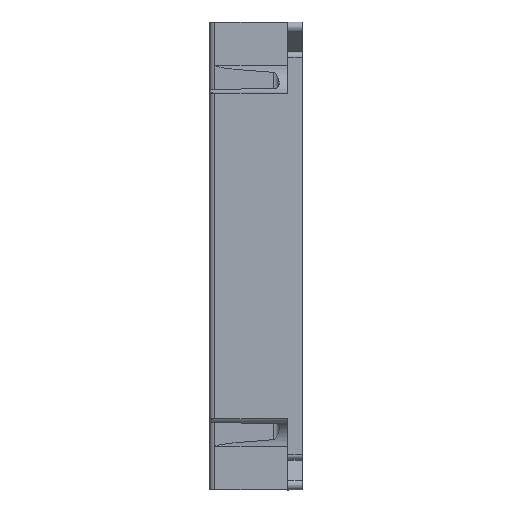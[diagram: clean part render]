
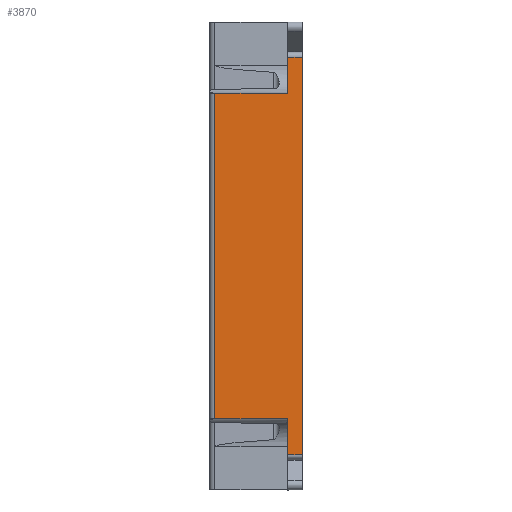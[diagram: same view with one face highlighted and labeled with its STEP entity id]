
A CAD part, left-side view. The second image highlights one B-rep face of the part: STEP entity #3870.
In plain terms, the highlighted planar face has unit normal (-1, 0, 0).
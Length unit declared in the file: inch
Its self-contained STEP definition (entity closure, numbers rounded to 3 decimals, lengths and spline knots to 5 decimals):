
#24 = LINE ( 'NONE', #1951, #3121 ) ;
#51 = VERTEX_POINT ( 'NONE', #489 ) ;
#86 = AXIS2_PLACEMENT_3D ( 'NONE', #3305, #1086, #1026 ) ;
#89 = EDGE_CURVE ( 'NONE', #1381, #1939, #906, .T. ) ;
#168 = CARTESIAN_POINT ( 'NONE',  ( -1.42579, -0.38, 2.28 ) ) ;
#205 = EDGE_CURVE ( 'NONE', #3816, #1878, #1672, .T. ) ;
#219 = LINE ( 'NONE', #2818, #2934 ) ;
#250 = EDGE_CURVE ( 'NONE', #1412, #51, #24, .T. ) ;
#306 = ORIENTED_EDGE ( 'NONE', *, *, #205, .F. ) ;
#438 = FACE_OUTER_BOUND ( 'NONE', #2944, .T. ) ;
#489 = CARTESIAN_POINT ( 'NONE',  ( -1.42579, -0.02499, 0.348 ) ) ;
#562 = VECTOR ( 'NONE', #3120, 39.37008 ) ;
#675 = ORIENTED_EDGE ( 'NONE', *, *, #250, .T. ) ;
#693 = VECTOR ( 'NONE', #3723, 39.37008 ) ;
#805 = LINE ( 'NONE', #1799, #1668 ) ;
#872 = ORIENTED_EDGE ( 'NONE', *, *, #2291, .T. ) ;
#880 = CARTESIAN_POINT ( 'NONE',  ( -1.42579, 0.00001, 0.171 ) ) ;
#906 = LINE ( 'NONE', #2511, #562 ) ;
#1007 = DIRECTION ( 'NONE',  ( 0., 0., -1. ) ) ;
#1026 = DIRECTION ( 'NONE',  ( 0., 1., 0. ) ) ;
#1086 = DIRECTION ( 'NONE',  ( 1., 0., 0. ) ) ;
#1088 = DIRECTION ( 'NONE',  ( 0., 0., 1. ) ) ;
#1101 = CARTESIAN_POINT ( 'NONE',  ( -1.42579, -0.45249, 0.171 ) ) ;
#1160 = CARTESIAN_POINT ( 'NONE',  ( -1.42579, 0.00001, 2.109 ) ) ;
#1204 = CARTESIAN_POINT ( 'NONE',  ( -1.42579, -0.38, 2.109 ) ) ;
#1237 = DIRECTION ( 'NONE',  ( 0., -1., 0. ) ) ;
#1238 = CARTESIAN_POINT ( 'NONE',  ( -1.42579, -0.38, 0.348 ) ) ;
#1304 = EDGE_CURVE ( 'NONE', #1878, #2305, #805, .T. ) ;
#1370 = PLANE ( 'NONE',  #86 ) ;
#1381 = VERTEX_POINT ( 'NONE', #2897 ) ;
#1410 = LINE ( 'NONE', #168, #2592 ) ;
#1412 = VERTEX_POINT ( 'NONE', #1916 ) ;
#1499 = DIRECTION ( 'NONE',  ( 0., 0., -1. ) ) ;
#1579 = ORIENTED_EDGE ( 'NONE', *, *, #2042, .T. ) ;
#1627 = ORIENTED_EDGE ( 'NONE', *, *, #1842, .F. ) ;
#1668 = VECTOR ( 'NONE', #1499, 39.37008 ) ;
#1672 = LINE ( 'NONE', #1160, #693 ) ;
#1708 = ORIENTED_EDGE ( 'NONE', *, *, #4127, .F. ) ;
#1799 = CARTESIAN_POINT ( 'NONE',  ( -1.42579, -0.45249, 2.28 ) ) ;
#1842 = EDGE_CURVE ( 'NONE', #3601, #3816, #1410, .T. ) ;
#1878 = VERTEX_POINT ( 'NONE', #2447 ) ;
#1916 = CARTESIAN_POINT ( 'NONE',  ( -1.42579, -0.02499, 1.932 ) ) ;
#1939 = VERTEX_POINT ( 'NONE', #1238 ) ;
#1951 = CARTESIAN_POINT ( 'NONE',  ( -1.42579, -0.02499, 2.28 ) ) ;
#2042 = EDGE_CURVE ( 'NONE', #1381, #2305, #4081, .T. ) ;
#2213 = LINE ( 'NONE', #2554, #2715 ) ;
#2291 = EDGE_CURVE ( 'NONE', #51, #1939, #219, .T. ) ;
#2305 = VERTEX_POINT ( 'NONE', #1101 ) ;
#2447 = CARTESIAN_POINT ( 'NONE',  ( -1.42579, -0.45249, 2.109 ) ) ;
#2459 = CARTESIAN_POINT ( 'NONE',  ( -1.42579, -0.38, 1.932 ) ) ;
#2487 = DIRECTION ( 'NONE',  ( 0., -1., 0. ) ) ;
#2511 = CARTESIAN_POINT ( 'NONE',  ( -1.42579, -0.38, 0.348 ) ) ;
#2554 = CARTESIAN_POINT ( 'NONE',  ( -1.42579, 0.38, 1.932 ) ) ;
#2592 = VECTOR ( 'NONE', #1088, 39.37008 ) ;
#2715 = VECTOR ( 'NONE', #1237, 39.37008 ) ;
#2717 = ORIENTED_EDGE ( 'NONE', *, *, #89, .F. ) ;
#2794 = DIRECTION ( 'NONE',  ( 0., -1., 0. ) ) ;
#2818 = CARTESIAN_POINT ( 'NONE',  ( -1.42579, 0.38, 0.348 ) ) ;
#2897 = CARTESIAN_POINT ( 'NONE',  ( -1.42579, -0.38, 0.171 ) ) ;
#2934 = VECTOR ( 'NONE', #2794, 39.37008 ) ;
#2944 = EDGE_LOOP ( 'NONE', ( #872, #2717, #1579, #3011, #306, #1627, #1708, #675 ) ) ;
#3011 = ORIENTED_EDGE ( 'NONE', *, *, #1304, .F. ) ;
#3120 = DIRECTION ( 'NONE',  ( 0., 0., 1. ) ) ;
#3121 = VECTOR ( 'NONE', #1007, 39.37008 ) ;
#3305 = CARTESIAN_POINT ( 'NONE',  ( -1.42579, -0.02499, 2.28 ) ) ;
#3390 = VECTOR ( 'NONE', #2487, 39.37008 ) ;
#3601 = VERTEX_POINT ( 'NONE', #2459 ) ;
#3723 = DIRECTION ( 'NONE',  ( 0., -1., 0. ) ) ;
#3816 = VERTEX_POINT ( 'NONE', #1204 ) ;
#3870 = ADVANCED_FACE ( 'NONE', ( #438 ), #1370, .F. ) ;
#4081 = LINE ( 'NONE', #880, #3390 ) ;
#4127 = EDGE_CURVE ( 'NONE', #1412, #3601, #2213, .T. ) ;
